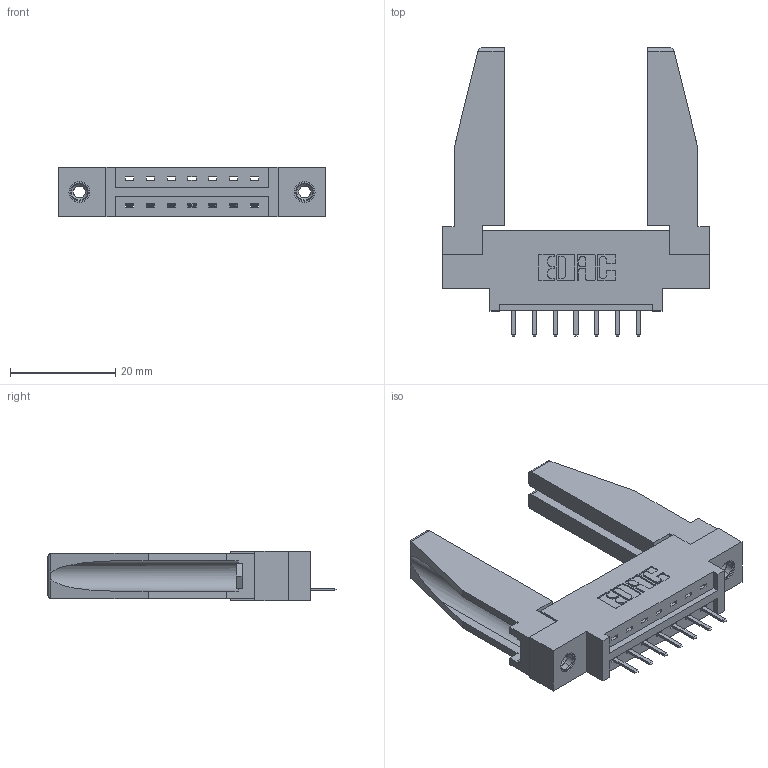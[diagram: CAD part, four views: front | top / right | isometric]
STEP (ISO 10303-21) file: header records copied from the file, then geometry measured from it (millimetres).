
FILE_DESCRIPTION (( 'STEP AP203' ), '1' );
FILE_NAME ('387-007-520-678.STEP', '2019-10-02T01:42:59', ( '' ), ( '' ), 'SwSTEP 2.0', 'SolidWorks 2016', '' );
FILE_SCHEMA (( 'CONFIG_CONTROL_DESIGN' ));
Length unit declared in the file: inch
Products named in the file (5): 345-250-001_345-250-001-102; 345-292-001_345-293-120; 307-220-078; 387-007-520-678; 337 Part_0.170 Offset - 0.156 Dia-TI
Assembly tree (12 placements, depth 2):
  387-007-520-678
    337 Part_0.170 Offset - 0.156 Dia-TI
    345-292-001_345-293-120  x7
    345-250-001_345-250-001-102  x2
    307-220-078  x2
Bounding box: 50.75 x 54.82 x 9.4 mm (x, y, z)
Volume: 8692.2 mm3; surface area: 8522.2 mm2
Topology: 12 solids, 12 shells, 710 faces, 2025 edges, 1322 vertices
Faces by surface type: plane 494, cylinder 200, cone 12, torus 4
Entity records: 12416 total; most frequent: CARTESIAN_POINT 2165, ORIENTED_EDGE 2052, DIRECTION 1892, EDGE_CURVE 1026, LINE 856, VECTOR 856, VERTEX_POINT 676, AXIS2_PLACEMENT_3D 518
